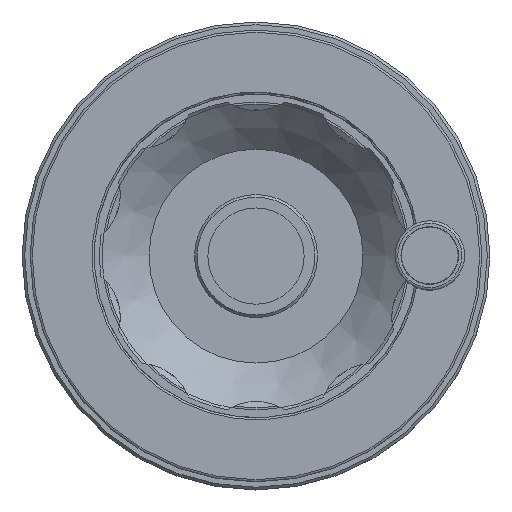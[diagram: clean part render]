
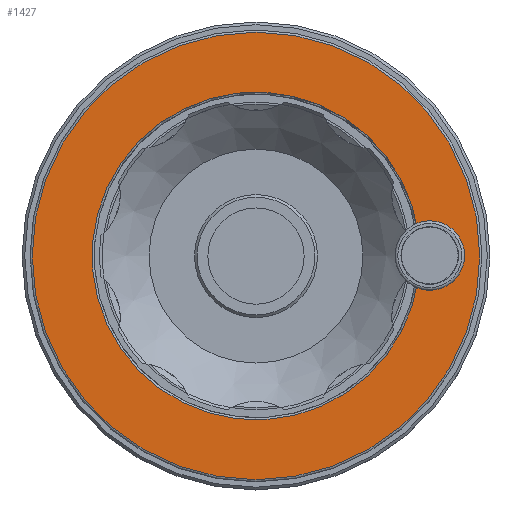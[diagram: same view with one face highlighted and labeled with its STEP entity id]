
A CAD part, top view. The second image highlights one B-rep face of the part: STEP entity #1427.
In plain terms, the highlighted planar face has unit normal (0, 0, 1).
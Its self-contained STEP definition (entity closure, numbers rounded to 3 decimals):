
#1427 = ADVANCED_FACE( '', ( #3453, #3454 ), #3455, .F. );
#3453 = FACE_OUTER_BOUND( '', #6198, .T. );
#3454 = FACE_BOUND( '', #6199, .T. );
#3455 = PLANE( '', #6200 );
#6198 = EDGE_LOOP( '', ( #11781 ) );
#6199 = EDGE_LOOP( '', ( #11782, #11783, #11784, #11785, #11786, #11787, #11788, #11789, #11790, #11791, #11792, #11793, #11794, #11795 ) );
#6200 = AXIS2_PLACEMENT_3D( '', #11796, #11797, #11798 );
#11781 = ORIENTED_EDGE( '', *, *, #18677, .T. );
#11782 = ORIENTED_EDGE( '', *, *, #18867, .T. );
#11783 = ORIENTED_EDGE( '', *, *, #17748, .F. );
#11784 = ORIENTED_EDGE( '', *, *, #18868, .F. );
#11785 = ORIENTED_EDGE( '', *, *, #18869, .T. );
#11786 = ORIENTED_EDGE( '', *, *, #18870, .F. );
#11787 = ORIENTED_EDGE( '', *, *, #17865, .F. );
#11788 = ORIENTED_EDGE( '', *, *, #18871, .T. );
#11789 = ORIENTED_EDGE( '', *, *, #17863, .F. );
#11790 = ORIENTED_EDGE( '', *, *, #17603, .F. );
#11791 = ORIENTED_EDGE( '', *, *, #18872, .T. );
#11792 = ORIENTED_EDGE( '', *, *, #18205, .T. );
#11793 = ORIENTED_EDGE( '', *, *, #18873, .T. );
#11794 = ORIENTED_EDGE( '', *, *, #18874, .F. );
#11795 = ORIENTED_EDGE( '', *, *, #17750, .F. );
#11796 = CARTESIAN_POINT( '', ( 0., 84.5, 53.326 ) );
#11797 = DIRECTION( '', ( 0., 0., -1. ) );
#11798 = DIRECTION( '', ( -1., 0., 0. ) );
#17603 = EDGE_CURVE( '', #21200, #21202, #21203, .T. );
#17748 = EDGE_CURVE( '', #21450, #21452, #21453, .T. );
#17750 = EDGE_CURVE( '', #21454, #21456, #21457, .T. );
#17863 = EDGE_CURVE( '', #21202, #21658, #21659, .T. );
#17865 = EDGE_CURVE( '', #21660, #21662, #21663, .T. );
#18205 = EDGE_CURVE( '', #22235, #22233, #22236, .T. );
#18677 = EDGE_CURVE( '', #23021, #23021, #23022, .F. );
#18867 = EDGE_CURVE( '', #21454, #21452, #23310, .F. );
#18868 = EDGE_CURVE( '', #23311, #21450, #23312, .T. );
#18869 = EDGE_CURVE( '', #23311, #23313, #23314, .F. );
#18870 = EDGE_CURVE( '', #21662, #23313, #23315, .T. );
#18871 = EDGE_CURVE( '', #21660, #21658, #23316, .F. );
#18872 = EDGE_CURVE( '', #21200, #22235, #23317, .F. );
#18873 = EDGE_CURVE( '', #22233, #23318, #23319, .F. );
#18874 = EDGE_CURVE( '', #21456, #23318, #23320, .T. );
#21200 = VERTEX_POINT( '', #26732 );
#21202 = VERTEX_POINT( '', #26735 );
#21203 = LINE( '', #26736, #26737 );
#21450 = VERTEX_POINT( '', #27354 );
#21452 = VERTEX_POINT( '', #27357 );
#21453 = LINE( '', #27358, #27359 );
#21454 = VERTEX_POINT( '', #27360 );
#21456 = VERTEX_POINT( '', #27363 );
#21457 = LINE( '', #27364, #27365 );
#21658 = VERTEX_POINT( '', #27801 );
#21659 = LINE( '', #27802, #27803 );
#21660 = VERTEX_POINT( '', #27804 );
#21662 = VERTEX_POINT( '', #27807 );
#21663 = LINE( '', #27808, #27809 );
#22233 = VERTEX_POINT( '', #28819 );
#22235 = VERTEX_POINT( '', #28821 );
#22236 = CIRCLE( '', #28822, 61.3 );
#23021 = VERTEX_POINT( '', #30661 );
#23022 = CIRCLE( '', #30662, 83.7 );
#23310 = CIRCLE( '', #31207, 9.339 );
#23311 = VERTEX_POINT( '', #31208 );
#23312 = LINE( '', #31209, #31210 );
#23313 = VERTEX_POINT( '', #31211 );
#23314 = CIRCLE( '', #31212, 9.339 );
#23315 = LINE( '', #31213, #31214 );
#23316 = CIRCLE( '', #31215, 9.339 );
#23317 = CIRCLE( '', #31216, 9.339 );
#23318 = VERTEX_POINT( '', #31217 );
#23319 = CIRCLE( '', #31218, 9.339 );
#23320 = LINE( '', #31219, #31220 );
#26732 = CARTESIAN_POINT( '', ( 64.1, -9.295, 53.326 ) );
#26735 = CARTESIAN_POINT( '', ( 65., -9.815, 53.326 ) );
#26736 = CARTESIAN_POINT( '', ( 56.5, -4.907, 53.326 ) );
#26737 = VECTOR( '', #35966, 1000. );
#27354 = CARTESIAN_POINT( '', ( 73.5, 4.907, 53.326 ) );
#27357 = CARTESIAN_POINT( '', ( 72.6, 5.427, 53.326 ) );
#27358 = CARTESIAN_POINT( '', ( 73.5, 4.907, 53.326 ) );
#27359 = VECTOR( '', #36141, 1000. );
#27360 = CARTESIAN_POINT( '', ( 65.9, 9.295, 53.326 ) );
#27363 = CARTESIAN_POINT( '', ( 65., 9.815, 53.326 ) );
#27364 = CARTESIAN_POINT( '', ( 73.5, 4.907, 53.326 ) );
#27365 = VECTOR( '', #36143, 1000. );
#27801 = CARTESIAN_POINT( '', ( 65.9, -9.295, 53.326 ) );
#27802 = CARTESIAN_POINT( '', ( 65., -9.815, 53.326 ) );
#27803 = VECTOR( '', #36321, 1000. );
#27804 = CARTESIAN_POINT( '', ( 72.6, -5.427, 53.326 ) );
#27807 = CARTESIAN_POINT( '', ( 73.5, -4.907, 53.326 ) );
#27808 = CARTESIAN_POINT( '', ( 65., -9.815, 53.326 ) );
#27809 = VECTOR( '', #36323, 1000. );
#28819 = CARTESIAN_POINT( '', ( 60.734, 8.308, 53.326 ) );
#28821 = CARTESIAN_POINT( '', ( 60.734, -8.308, 53.326 ) );
#28822 = AXIS2_PLACEMENT_3D( '', #36769, #36770, #36771 );
#30661 = CARTESIAN_POINT( '', ( -83.7, 0., 53.326 ) );
#30662 = AXIS2_PLACEMENT_3D( '', #37265, #37266, #37267 );
#31207 = AXIS2_PLACEMENT_3D( '', #37498, #37499, #37500 );
#31208 = CARTESIAN_POINT( '', ( 73.5, 3.868, 53.326 ) );
#31209 = CARTESIAN_POINT( '', ( 73.5, -4.907, 53.326 ) );
#31210 = VECTOR( '', #37501, 1000. );
#31211 = CARTESIAN_POINT( '', ( 73.5, -3.868, 53.326 ) );
#31212 = AXIS2_PLACEMENT_3D( '', #37502, #37503, #37504 );
#31213 = CARTESIAN_POINT( '', ( 73.5, -4.907, 53.326 ) );
#31214 = VECTOR( '', #37505, 1000. );
#31215 = AXIS2_PLACEMENT_3D( '', #37506, #37507, #37508 );
#31216 = AXIS2_PLACEMENT_3D( '', #37509, #37510, #37511 );
#31217 = CARTESIAN_POINT( '', ( 64.1, 9.295, 53.326 ) );
#31218 = AXIS2_PLACEMENT_3D( '', #37512, #37513, #37514 );
#31219 = CARTESIAN_POINT( '', ( 65., 9.815, 53.326 ) );
#31220 = VECTOR( '', #37515, 1000. );
#35966 = DIRECTION( '', ( 0.866, -0.5, 0. ) );
#36141 = DIRECTION( '', ( -0.866, 0.5, 0. ) );
#36143 = DIRECTION( '', ( -0.866, 0.5, 0. ) );
#36321 = DIRECTION( '', ( 0.866, 0.5, 0. ) );
#36323 = DIRECTION( '', ( 0.866, 0.5, 0. ) );
#36769 = CARTESIAN_POINT( '', ( 0., 0., 53.326 ) );
#36770 = DIRECTION( '', ( 0., 0., -1. ) );
#36771 = DIRECTION( '', ( -1., 0., 0. ) );
#37265 = CARTESIAN_POINT( '', ( 0., 0., 53.326 ) );
#37266 = DIRECTION( '', ( 0., 0., -1. ) );
#37267 = DIRECTION( '', ( -1., 0., 0. ) );
#37498 = CARTESIAN_POINT( '', ( 65., 0., 53.326 ) );
#37499 = DIRECTION( '', ( 0., 0., 1. ) );
#37500 = DIRECTION( '', ( 1., 0., 0. ) );
#37501 = DIRECTION( '', ( 0., 1., 0. ) );
#37502 = CARTESIAN_POINT( '', ( 65., 0., 53.326 ) );
#37503 = DIRECTION( '', ( 0., 0., 1. ) );
#37504 = DIRECTION( '', ( 1., 0., 0. ) );
#37505 = DIRECTION( '', ( 0., 1., 0. ) );
#37506 = CARTESIAN_POINT( '', ( 65., 0., 53.326 ) );
#37507 = DIRECTION( '', ( 0., 0., 1. ) );
#37508 = DIRECTION( '', ( 1., 0., 0. ) );
#37509 = CARTESIAN_POINT( '', ( 65., 0., 53.326 ) );
#37510 = DIRECTION( '', ( 0., 0., 1. ) );
#37511 = DIRECTION( '', ( 1., 0., 0. ) );
#37512 = CARTESIAN_POINT( '', ( 65., 0., 53.326 ) );
#37513 = DIRECTION( '', ( 0., 0., 1. ) );
#37514 = DIRECTION( '', ( 1., 0., 0. ) );
#37515 = DIRECTION( '', ( -0.866, -0.5, 0. ) );
